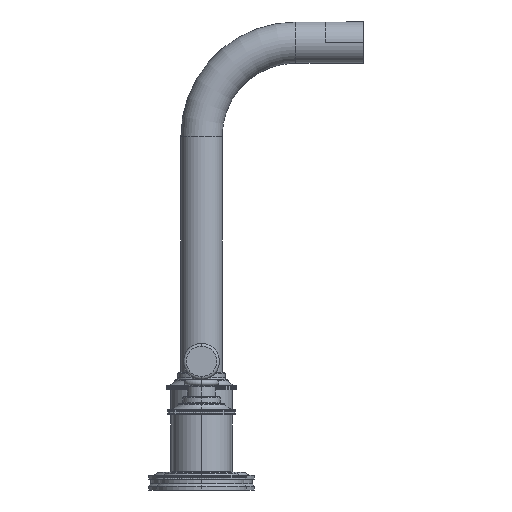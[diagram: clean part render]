
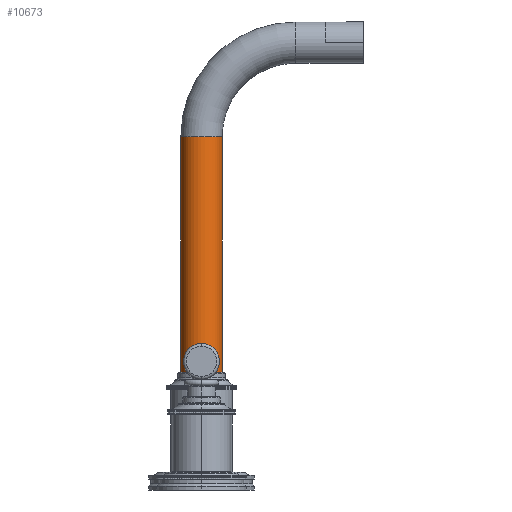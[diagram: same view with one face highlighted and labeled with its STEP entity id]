
A CAD part, left-side view. The second image highlights one B-rep face of the part: STEP entity #10673.
In plain terms, the highlighted cylindrical face has radius 11.113 mm (diameter 22.225 mm), a partial arc.
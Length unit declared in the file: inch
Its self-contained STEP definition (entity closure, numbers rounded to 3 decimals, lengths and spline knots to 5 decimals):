
#3923=CARTESIAN_POINT('',(0.,0.,2.53));
#3924=DIRECTION('',(0.,0.,-1.));
#3925=DIRECTION('',(0.,-1.,0.));
#3926=AXIS2_PLACEMENT_3D('',#3923,#3924,#3925);
#3953=DIRECTION('',(0.,0.,-1.));
#3954=VECTOR('',#3953,5.);
#3955=CARTESIAN_POINT('',(0.,0.4375,7.53));
#3956=LINE('',#3955,#3954);
#3957=CARTESIAN_POINT('',(0.,0.,7.53));
#3958=DIRECTION('',(0.,0.,-1.));
#3959=DIRECTION('',(0.,-1.,0.));
#3960=AXIS2_PLACEMENT_3D('',#3957,#3958,#3959);
#3962=DIRECTION('',(0.,0.,-1.));
#3963=VECTOR('',#3962,5.);
#3964=CARTESIAN_POINT('',(0.,-0.4375,7.53));
#3965=LINE('',#3964,#3963);
#5238=CARTESIAN_POINT('',(0.,0.4375,7.53));
#5239=CARTESIAN_POINT('',(0.,-0.4375,7.53));
#5240=VERTEX_POINT('',#5238);
#5241=VERTEX_POINT('',#5239);
#5242=CARTESIAN_POINT('',(0.,0.4375,2.53));
#5243=CARTESIAN_POINT('',(0.,-0.4375,2.53));
#5244=VERTEX_POINT('',#5242);
#5245=VERTEX_POINT('',#5243);
#10661=CARTESIAN_POINT('',(0.,0.,7.53));
#10662=DIRECTION('',(0.,0.,-1.));
#10663=DIRECTION('',(0.,1.,0.));
#10664=AXIS2_PLACEMENT_3D('',#10661,#10662,#10663);
#10665=CYLINDRICAL_SURFACE('',#10664,0.4375);
#10666=ORIENTED_EDGE('',*,*,#10603,.T.);
#10667=ORIENTED_EDGE('',*,*,#10656,.F.);
#10669=ORIENTED_EDGE('',*,*,#10668,.F.);
#10670=ORIENTED_EDGE('',*,*,#10652,.T.);
#10671=EDGE_LOOP('',(#10666,#10667,#10669,#10670));
#10672=FACE_OUTER_BOUND('',#10671,.F.);
#10673=ADVANCED_FACE('',(#10672),#10665,.T.);
#3927=CIRCLE('',#3926,0.4375);
#3961=CIRCLE('',#3960,0.4375);
#10603=EDGE_CURVE('',#5245,#5244,#3927,.T.);
#10652=EDGE_CURVE('',#5241,#5245,#3965,.T.);
#10656=EDGE_CURVE('',#5240,#5244,#3956,.T.);
#10668=EDGE_CURVE('',#5241,#5240,#3961,.T.);
